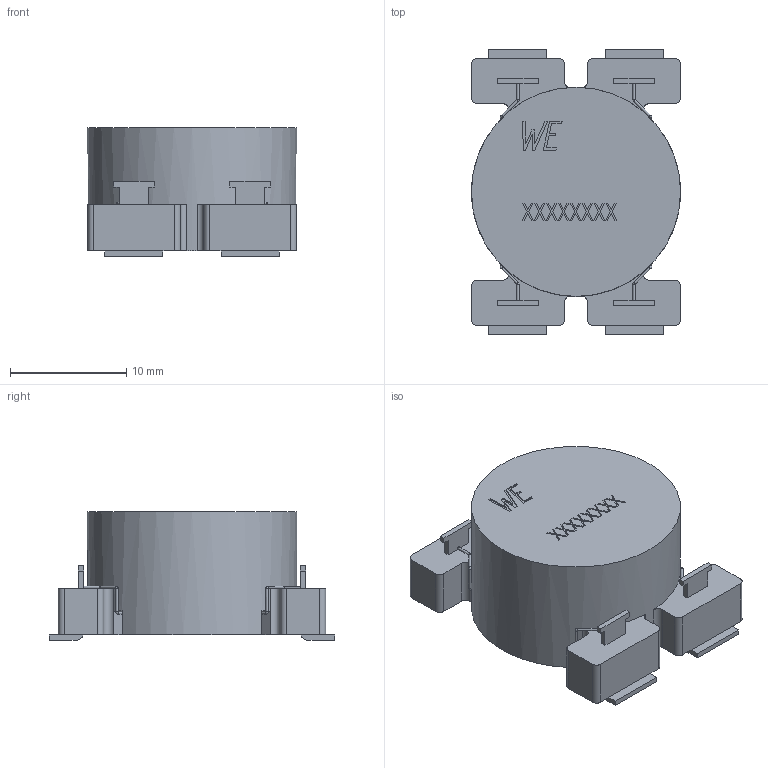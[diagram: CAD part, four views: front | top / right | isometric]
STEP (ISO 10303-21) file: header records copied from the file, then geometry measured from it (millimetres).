
FILE_DESCRIPTION(/* description */ ('Unknown'),/* implementation_level */ '2;1');
FILE_NAME(/* name */ 'L_Wurth_WE-LF-SMD-SH',/* time_stamp */ '2025-06-19T11:43:26+08:00',/* author */ ('Unknown'),/* organization */ ('Unknown'),/* preprocessor_version */ 'ST-DEVELOPER v19.4',/* originating_system */ 'Solid Edge',/* authorisation */ 'Unknown');
FILE_SCHEMA (('AUTOMOTIVE_DESIGN {1 0 10303 214 3 1 1}'));
Length unit declared in the file: millimetre
Products named in the file (2): L_Wurth_WE-LF-SMD-SH
Assembly tree (1 placements, depth 2):
  L_Wurth_WE-LF-SMD-SH
    L_Wurth_WE-LF-SMD-SH
Bounding box: 18 x 24.55 x 11.05 mm (x, y, z)
Volume: 1708.5 mm3; surface area: 2942.5 mm2
Topology: 2 solids, 2 shells, 611 faces, 1469 edges, 876 vertices
Faces by surface type: plane 235, cylinder 200, torus 142, bspline 34
Full cylindrical faces by diameter (mm): 0.2 x168, 7 x1, 13 x1, 16 x1, 18 x1
Entity records: 24589 total; most frequent: CARTESIAN_POINT 8462, DIRECTION 2243, ORIENTED_EDGE 2166, EDGE_CURVE 1083, EDGE_LOOP 971, FACE_BOUND 971, AXIS2_PLACEMENT_3D 927, VERTEX_POINT 830
